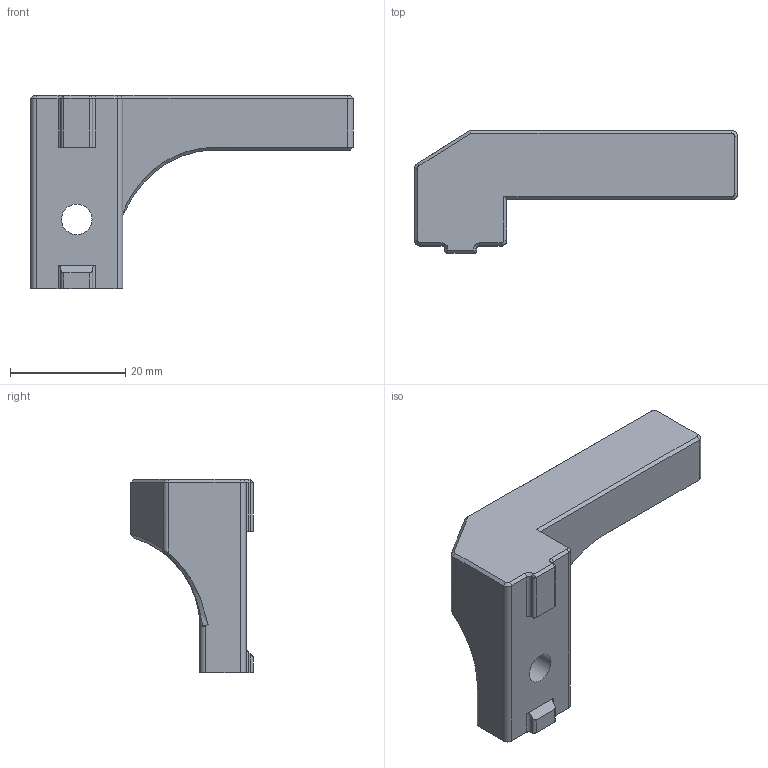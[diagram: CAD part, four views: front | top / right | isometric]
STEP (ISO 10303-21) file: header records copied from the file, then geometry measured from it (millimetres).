
FILE_DESCRIPTION(/* description */ (''),/* implementation_level */ '2;1');
FILE_NAME(/* name */ 'dragon_cutter_trigger_trident_dragon_burner.step',/* time_stamp */ '2025-07-09T10:59:33-05:00',/* author */ (''),/* organization */ (''),/* preprocessor_version */ 'ST-DEVELOPER v20.1',/* originating_system */ 'Autodesk Translation Framework v14.10.0.0',/* authorisation */ '');
FILE_SCHEMA (('AUTOMOTIVE_DESIGN { 1 0 10303 214 3 1 1 }'));
Length unit declared in the file: millimetre
Products named in the file (1): (Unsaved)
Bounding box: 56 x 21.25 x 33.5 mm (x, y, z)
Volume: 11134.7 mm3; surface area: 4204.9 mm2
Topology: 1 solids, 1 shells, 81 faces, 205 edges, 123 vertices
Faces by surface type: plane 35, cylinder 18, bspline 13, cone 11, torus 4
Full cylindrical faces by diameter (mm): 5.3 x1, 10 x1
Entity records: 2775 total; most frequent: CARTESIAN_POINT 892, ORIENTED_EDGE 404, DIRECTION 352, EDGE_CURVE 202, VERTEX_POINT 123, LINE 118, VECTOR 118, AXIS2_PLACEMENT_3D 117
